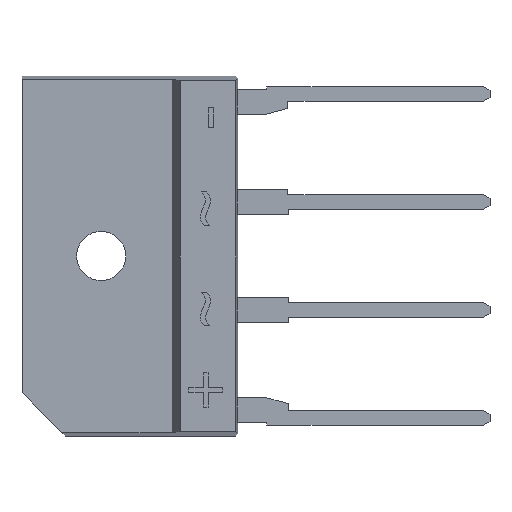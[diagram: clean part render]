
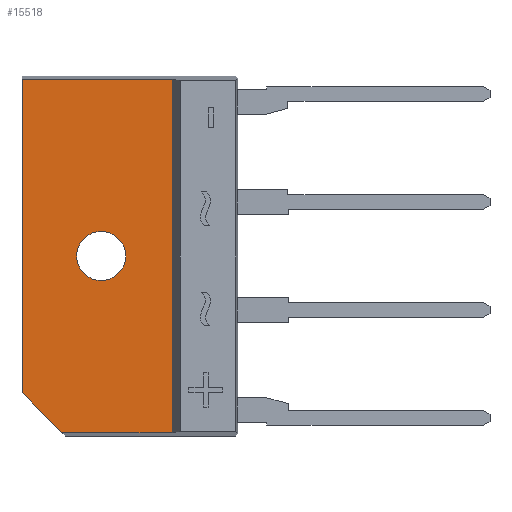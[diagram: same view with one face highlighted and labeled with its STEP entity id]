
A CAD part, left-side view. The second image highlights one B-rep face of the part: STEP entity #15518.
In plain terms, the highlighted planar face has unit normal (-1, 0, 0).
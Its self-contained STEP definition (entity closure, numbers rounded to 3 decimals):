
#373 = DIRECTION ( 'NONE',  ( 0., 0., -1. ) ) ;
#924 = ORIENTED_EDGE ( 'NONE', *, *, #2289, .T. ) ;
#1184 = CARTESIAN_POINT ( 'NONE',  ( -4.914, 0.22, 25. ) ) ;
#1225 = EDGE_CURVE ( 'NONE', #14944, #14120, #9028, .T. ) ;
#1405 = DIRECTION ( 'NONE',  ( 0., 0., -1. ) ) ;
#1778 = ORIENTED_EDGE ( 'NONE', *, *, #1225, .T. ) ;
#1952 = CARTESIAN_POINT ( 'NONE',  ( -4.914, 10.643, 25. ) ) ;
#1989 = VERTEX_POINT ( 'NONE', #7457 ) ;
#2046 = VERTEX_POINT ( 'NONE', #12594 ) ;
#2289 = EDGE_CURVE ( 'NONE', #2046, #21253, #8479, .T. ) ;
#2562 = EDGE_CURVE ( 'NONE', #21253, #14944, #12686, .T. ) ;
#2644 = DIRECTION ( 'NONE',  ( 0., -1., 0. ) ) ;
#2905 = FACE_BOUND ( 'NONE', #16148, .T. ) ;
#2951 = DIRECTION ( 'NONE',  ( 0., -1., 0. ) ) ;
#3053 = LINE ( 'NONE', #13462, #6370 ) ;
#4099 = EDGE_CURVE ( 'NONE', #2046, #22218, #21205, .T. ) ;
#4526 = DIRECTION ( 'NONE',  ( -1., 0., 0. ) ) ;
#5496 = DIRECTION ( 'NONE',  ( 0., -0.707, -0.707 ) ) ;
#5715 = CARTESIAN_POINT ( 'NONE',  ( -4.914, 3.443, 12.5 ) ) ;
#5858 = CARTESIAN_POINT ( 'NONE',  ( -4.914, 10.643, 24.764 ) ) ;
#5955 = CARTESIAN_POINT ( 'NONE',  ( -4.914, 5.143, 12.5 ) ) ;
#6222 = PLANE ( 'NONE',  #20372 ) ;
#6370 = VECTOR ( 'NONE', #2951, 1000. ) ;
#6468 = CARTESIAN_POINT ( 'NONE',  ( -4.914, 0.22, 0.236 ) ) ;
#6536 = VECTOR ( 'NONE', #5496, 1000. ) ;
#7369 = VECTOR ( 'NONE', #12243, 1000. ) ;
#7457 = CARTESIAN_POINT ( 'NONE',  ( -4.914, 6.843, 12.5 ) ) ;
#7675 = CARTESIAN_POINT ( 'NONE',  ( -4.914, 7.879, 0.236 ) ) ;
#8101 = ORIENTED_EDGE ( 'NONE', *, *, #4099, .F. ) ;
#8479 = LINE ( 'NONE', #8703, #7369 ) ;
#8703 = CARTESIAN_POINT ( 'NONE',  ( -4.914, 0., 24.764 ) ) ;
#9028 = LINE ( 'NONE', #15795, #6536 ) ;
#9164 = VERTEX_POINT ( 'NONE', #5715 ) ;
#9451 = CARTESIAN_POINT ( 'NONE',  ( -4.914, 10.643, 3. ) ) ;
#9847 = EDGE_LOOP ( 'NONE', ( #8101, #924, #17164, #1778, #16830 ) ) ;
#10082 = VECTOR ( 'NONE', #373, 1000. ) ;
#11120 = EDGE_CURVE ( 'NONE', #14120, #22218, #3053, .T. ) ;
#12243 = DIRECTION ( 'NONE',  ( 0., 1., 0. ) ) ;
#12276 = CIRCLE ( 'NONE', #18506, 1.7 ) ;
#12594 = CARTESIAN_POINT ( 'NONE',  ( -4.914, 0.22, 24.764 ) ) ;
#12686 = LINE ( 'NONE', #1952, #14080 ) ;
#12753 = ORIENTED_EDGE ( 'NONE', *, *, #15025, .F. ) ;
#13462 = CARTESIAN_POINT ( 'NONE',  ( -4.914, -4.357, 0.236 ) ) ;
#13846 = ORIENTED_EDGE ( 'NONE', *, *, #14127, .F. ) ;
#14080 = VECTOR ( 'NONE', #17625, 1000. ) ;
#14120 = VERTEX_POINT ( 'NONE', #7675 ) ;
#14127 = EDGE_CURVE ( 'NONE', #9164, #1989, #12276, .T. ) ;
#14762 = DIRECTION ( 'NONE',  ( -1., 0., 0. ) ) ;
#14944 = VERTEX_POINT ( 'NONE', #9451 ) ;
#15025 = EDGE_CURVE ( 'NONE', #1989, #9164, #17435, .T. ) ;
#15241 = AXIS2_PLACEMENT_3D ( 'NONE', #22024, #4526, #20539 ) ;
#15365 = DIRECTION ( 'NONE',  ( 1., 0., 0. ) ) ;
#15518 = ADVANCED_FACE ( 'NONE', ( #2905, #17071 ), #6222, .F. ) ;
#15795 = CARTESIAN_POINT ( 'NONE',  ( -4.914, 10.643, 3. ) ) ;
#16043 = CARTESIAN_POINT ( 'NONE',  ( -4.914, 0.22, 25. ) ) ;
#16148 = EDGE_LOOP ( 'NONE', ( #13846, #12753 ) ) ;
#16830 = ORIENTED_EDGE ( 'NONE', *, *, #11120, .T. ) ;
#17071 = FACE_OUTER_BOUND ( 'NONE', #9847, .T. ) ;
#17164 = ORIENTED_EDGE ( 'NONE', *, *, #2562, .T. ) ;
#17435 = CIRCLE ( 'NONE', #15241, 1.7 ) ;
#17625 = DIRECTION ( 'NONE',  ( 0., 0., -1. ) ) ;
#18506 = AXIS2_PLACEMENT_3D ( 'NONE', #5955, #14762, #2644 ) ;
#20372 = AXIS2_PLACEMENT_3D ( 'NONE', #1184, #15365, #1405 ) ;
#20539 = DIRECTION ( 'NONE',  ( 0., -1., 0. ) ) ;
#21205 = LINE ( 'NONE', #16043, #10082 ) ;
#21253 = VERTEX_POINT ( 'NONE', #5858 ) ;
#22024 = CARTESIAN_POINT ( 'NONE',  ( -4.914, 5.143, 12.5 ) ) ;
#22218 = VERTEX_POINT ( 'NONE', #6468 ) ;
